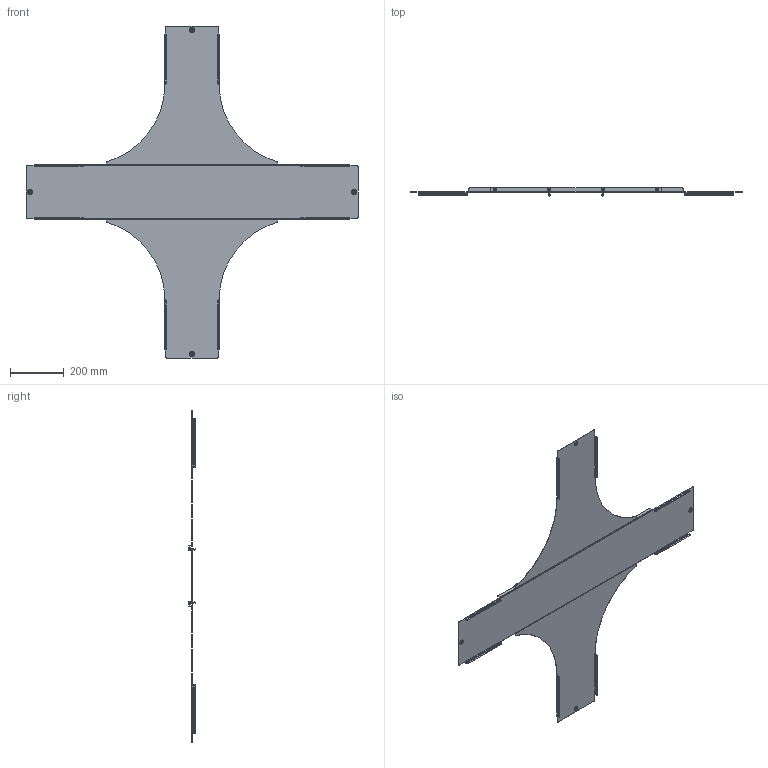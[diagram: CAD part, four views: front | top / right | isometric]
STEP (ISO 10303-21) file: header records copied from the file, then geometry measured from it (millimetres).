
FILE_DESCRIPTION (( 'STEP AP203' ), '1' );
FILE_NAME ('嗜吕 195.11.00 挛 署赅 牮羼蝾忤睇 R300_-00.step', '2022-01-27T11:04:02', ( '' ), ( '' ), 'SwSTEP 2.0', 'SolidWorks 2017', '' );
FILE_SCHEMA (( 'CONFIG_CONTROL_DESIGN' ));
Length unit declared in the file: millimetre
Products named in the file (5): ÊÈÂÀ 195.00.25 Êðûøêà ðàçâåòâèòåëÿ ò-îáð. LESTA R300_-00; 嗜吕 195.11.00 挛 署赅 牮羼蝾忤睇 R300_-00; hex flange bolt_din_DIN 6921 - M5 x 12 x 12-N; hex flange nut_din_Hexagon Flange Nut DIN 6923 - M5 - N; ÊÈÂÀ 195.00.25 Êðûøêà ðàçâåòâèòåëÿ ò-îáð. LESTA R300_-05
Assembly tree (19 placements, depth 2):
  嗜吕 195.11.00 挛 署赅 牮羼蝾忤睇 R300_-00
    ÊÈÂÀ 195.00.25 Êðûøêà ðàçâåòâèòåëÿ ò-îáð. LESTA R300_-05  x2
    ÊÈÂÀ 195.00.25 Êðûøêà ðàçâåòâèòåëÿ ò-îáð. LESTA R300_-00
    hex flange bolt_din_DIN 6921 - M5 x 12 x 12-N  x8
    hex flange nut_din_Hexagon Flange Nut DIN 6923 - M5 - N  x8
Bounding box: 1234 x 29.41 x 1234 mm (x, y, z)
Volume: 718066.5 mm3; surface area: 1202045.4 mm2
Topology: 19 solids, 19 shells, 978 faces, 2200 edges, 1264 vertices
Faces by surface type: plane 378, cylinder 220, cone 192, bspline 124, torus 64
Entity records: 14773 total; most frequent: CARTESIAN_POINT 4180, DIRECTION 2048, ORIENTED_EDGE 1992, EDGE_CURVE 996, AXIS2_PLACEMENT_3D 786, VERTEX_POINT 572, VECTOR 476, LINE 476
